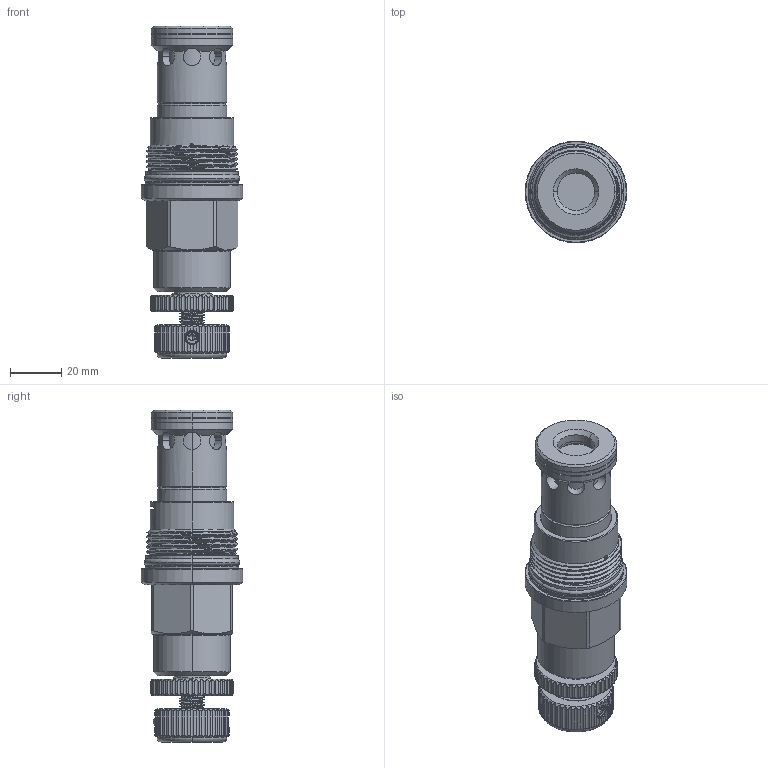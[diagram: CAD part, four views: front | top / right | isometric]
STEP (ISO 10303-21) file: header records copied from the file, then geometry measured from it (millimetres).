
FILE_DESCRIPTION (( 'STEP AP203' ), '1' );
FILE_NAME ('RP16A2G-K.STEP', '2020-03-24T01:44:26', ( '' ), ( '' ), 'SwSTEP 2.0', 'SolidWorks 2018', '' );
FILE_SCHEMA (( 'CONFIG_CONTROL_DESIGN' ));
Length unit declared in the file: millimetre
Products named in the file (1): RP16A2G-K
Bounding box: 39.67 x 39.67 x 129.39 mm (x, y, z)
Volume: 91896.8 mm3; surface area: 25106.8 mm2
Topology: 10 solids, 10 shells, 885 faces, 2408 edges, 1537 vertices
Faces by surface type: cylinder 425, plane 206, cone 96, torus 91, bspline 61, sphere 6
Entity records: 61169 total; most frequent: CARTESIAN_POINT 40522, ORIENTED_EDGE 4748, DIRECTION 3810, EDGE_CURVE 2374, VERTEX_POINT 1531, AXIS2_PLACEMENT_3D 1482, EDGE_LOOP 921, ADVANCED_FACE 885
